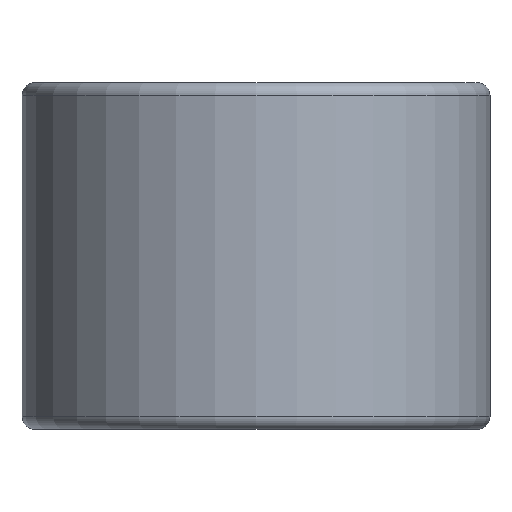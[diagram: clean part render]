
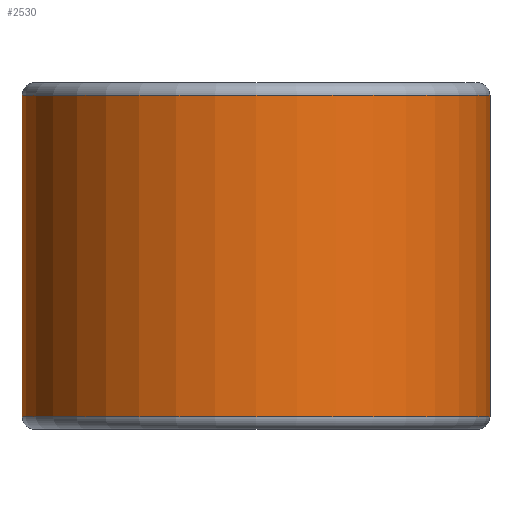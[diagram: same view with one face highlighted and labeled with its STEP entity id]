
A CAD part, front view. The second image highlights one B-rep face of the part: STEP entity #2530.
In plain terms, the highlighted cylindrical face has radius 13.881 mm (diameter 27.762 mm), a partial arc.
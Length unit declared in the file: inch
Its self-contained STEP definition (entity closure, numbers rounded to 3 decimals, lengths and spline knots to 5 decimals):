
#12 = CIRCLE ( 'NONE', #581, 0.5465 ) ;
#33 = CARTESIAN_POINT ( 'NONE',  ( -0.078, -1.437, 0.375 ) ) ;
#182 = EDGE_CURVE ( 'NONE', #2264, #672, #12, .T. ) ;
#233 = CIRCLE ( 'NONE', #2516, 0.5465 ) ;
#298 = CARTESIAN_POINT ( 'NONE',  ( 0.4685, -1.437, -0.375 ) ) ;
#311 = VECTOR ( 'NONE', #1373, 39.37008 ) ;
#312 = VERTEX_POINT ( 'NONE', #857 ) ;
#325 = ORIENTED_EDGE ( 'NONE', *, *, #182, .T. ) ;
#463 = ORIENTED_EDGE ( 'NONE', *, *, #2538, .T. ) ;
#581 = AXIS2_PLACEMENT_3D ( 'NONE', #298, #2230, #1148 ) ;
#592 = EDGE_CURVE ( 'NONE', #672, #312, #912, .T. ) ;
#637 = EDGE_CURVE ( 'NONE', #2295, #312, #233, .T. ) ;
#672 = VERTEX_POINT ( 'NONE', #1391 ) ;
#762 = DIRECTION ( 'NONE',  ( 0., 0., 1. ) ) ;
#846 = ORIENTED_EDGE ( 'NONE', *, *, #592, .T. ) ;
#847 = CARTESIAN_POINT ( 'NONE',  ( 0.4685, -1.437, 0. ) ) ;
#855 = DIRECTION ( 'NONE',  ( 1., 0., 0. ) ) ;
#857 = CARTESIAN_POINT ( 'NONE',  ( 1.015, -1.437, 0.375 ) ) ;
#912 = LINE ( 'NONE', #2609, #311 ) ;
#929 = EDGE_LOOP ( 'NONE', ( #325, #846, #2078, #463 ) ) ;
#976 = LINE ( 'NONE', #33, #2573 ) ;
#1148 = DIRECTION ( 'NONE',  ( 1., 0., 0. ) ) ;
#1265 = DIRECTION ( 'NONE',  ( 0., 0., 1. ) ) ;
#1373 = DIRECTION ( 'NONE',  ( 0., 0., 1. ) ) ;
#1391 = CARTESIAN_POINT ( 'NONE',  ( 1.015, -1.437, -0.375 ) ) ;
#1448 = CARTESIAN_POINT ( 'NONE',  ( -0.078, -1.437, -0.375 ) ) ;
#1456 = CYLINDRICAL_SURFACE ( 'NONE', #1531, 0.5465 ) ;
#1486 = DIRECTION ( 'NONE',  ( 0., 0., -1. ) ) ;
#1531 = AXIS2_PLACEMENT_3D ( 'NONE', #847, #1265, #855 ) ;
#1744 = FACE_OUTER_BOUND ( 'NONE', #929, .T. ) ;
#2022 = CARTESIAN_POINT ( 'NONE',  ( 0.4685, -1.437, 0.375 ) ) ;
#2078 = ORIENTED_EDGE ( 'NONE', *, *, #637, .F. ) ;
#2226 = DIRECTION ( 'NONE',  ( 1., 0., 0. ) ) ;
#2230 = DIRECTION ( 'NONE',  ( 0., 0., 1. ) ) ;
#2264 = VERTEX_POINT ( 'NONE', #1448 ) ;
#2295 = VERTEX_POINT ( 'NONE', #2309 ) ;
#2309 = CARTESIAN_POINT ( 'NONE',  ( -0.078, -1.437, 0.375 ) ) ;
#2516 = AXIS2_PLACEMENT_3D ( 'NONE', #2022, #762, #2226 ) ;
#2530 = ADVANCED_FACE ( 'NONE', ( #1744 ), #1456, .T. ) ;
#2538 = EDGE_CURVE ( 'NONE', #2295, #2264, #976, .T. ) ;
#2573 = VECTOR ( 'NONE', #1486, 39.37008 ) ;
#2609 = CARTESIAN_POINT ( 'NONE',  ( 1.015, -1.437, 0. ) ) ;
